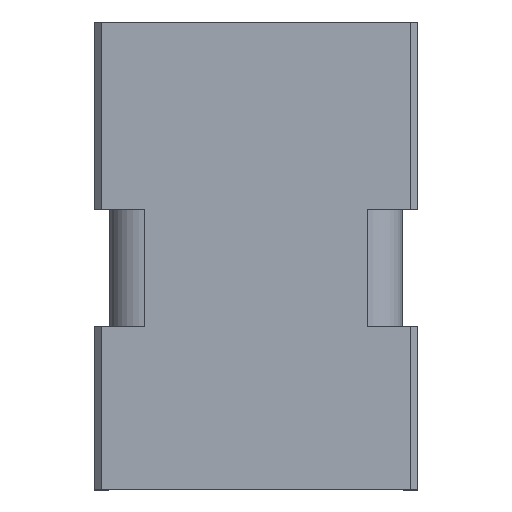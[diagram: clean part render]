
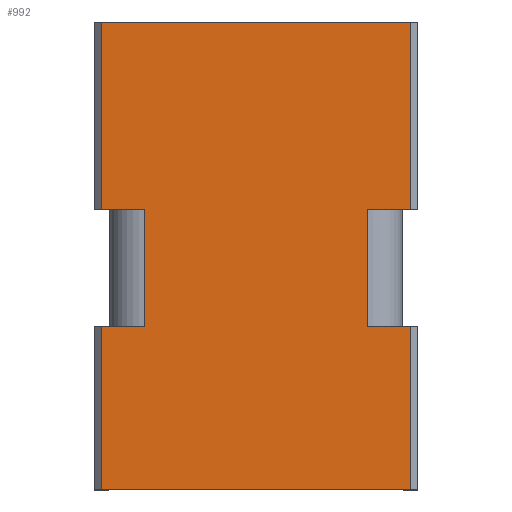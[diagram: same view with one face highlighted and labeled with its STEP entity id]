
A CAD part, top view. The second image highlights one B-rep face of the part: STEP entity #992.
In plain terms, the highlighted planar face has unit normal (0, 0, 1).
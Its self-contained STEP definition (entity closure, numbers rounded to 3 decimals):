
#34=FACE_OUTER_BOUND('',#86,.T.);
#86=EDGE_LOOP('',(#687,#688,#689,#690,#691,#692,#693,#694,#695,#696,#697,
#698));
#160=LINE('',#1419,#284);
#164=LINE('',#1432,#288);
#171=LINE('',#1445,#295);
#181=LINE('',#1466,#305);
#183=LINE('',#1470,#307);
#184=LINE('',#1471,#308);
#185=LINE('',#1473,#309);
#186=LINE('',#1475,#310);
#187=LINE('',#1477,#311);
#188=LINE('',#1479,#312);
#189=LINE('',#1481,#313);
#190=LINE('',#1482,#314);
#284=VECTOR('',#1136,10.);
#288=VECTOR('',#1146,10.);
#295=VECTOR('',#1155,10.);
#305=VECTOR('',#1173,10.);
#307=VECTOR('',#1177,10.);
#308=VECTOR('',#1178,10.);
#309=VECTOR('',#1179,10.);
#310=VECTOR('',#1180,10.);
#311=VECTOR('',#1181,10.);
#312=VECTOR('',#1182,10.);
#313=VECTOR('',#1183,10.);
#314=VECTOR('',#1184,10.);
#408=VERTEX_POINT('',#1416);
#409=VERTEX_POINT('',#1418);
#414=VERTEX_POINT('',#1429);
#415=VERTEX_POINT('',#1431);
#420=VERTEX_POINT('',#1443);
#427=VERTEX_POINT('',#1465);
#428=VERTEX_POINT('',#1469);
#429=VERTEX_POINT('',#1472);
#430=VERTEX_POINT('',#1474);
#431=VERTEX_POINT('',#1476);
#432=VERTEX_POINT('',#1478);
#433=VERTEX_POINT('',#1480);
#506=EDGE_CURVE('',#409,#408,#160,.T.);
#512=EDGE_CURVE('',#415,#414,#164,.T.);
#519=EDGE_CURVE('',#420,#408,#171,.T.);
#529=EDGE_CURVE('',#415,#427,#181,.T.);
#531=EDGE_CURVE('',#409,#428,#183,.T.);
#532=EDGE_CURVE('',#420,#427,#184,.F.);
#533=EDGE_CURVE('',#414,#429,#185,.T.);
#534=EDGE_CURVE('',#430,#429,#186,.T.);
#535=EDGE_CURVE('',#431,#430,#187,.T.);
#536=EDGE_CURVE('',#431,#432,#188,.F.);
#537=EDGE_CURVE('',#433,#432,#189,.T.);
#538=EDGE_CURVE('',#428,#433,#190,.T.);
#687=ORIENTED_EDGE('',*,*,#531,.F.);
#688=ORIENTED_EDGE('',*,*,#506,.T.);
#689=ORIENTED_EDGE('',*,*,#519,.F.);
#690=ORIENTED_EDGE('',*,*,#532,.T.);
#691=ORIENTED_EDGE('',*,*,#529,.F.);
#692=ORIENTED_EDGE('',*,*,#512,.T.);
#693=ORIENTED_EDGE('',*,*,#533,.T.);
#694=ORIENTED_EDGE('',*,*,#534,.F.);
#695=ORIENTED_EDGE('',*,*,#535,.F.);
#696=ORIENTED_EDGE('',*,*,#536,.T.);
#697=ORIENTED_EDGE('',*,*,#537,.F.);
#698=ORIENTED_EDGE('',*,*,#538,.F.);
#952=PLANE('',#1060);
#992=ADVANCED_FACE('',(#34),#952,.T.);
#1060=AXIS2_PLACEMENT_3D('',#1468,#1175,#1176);
#1136=DIRECTION('',(1.,0.,0.));
#1146=DIRECTION('',(1.,0.,0.));
#1155=DIRECTION('',(0.,-1.,0.));
#1173=DIRECTION('',(0.,1.,0.));
#1175=DIRECTION('center_axis',(0.,0.,1.));
#1176=DIRECTION('ref_axis',(1.,0.,0.));
#1177=DIRECTION('',(0.,-1.,0.));
#1178=DIRECTION('',(1.,0.,0.));
#1179=DIRECTION('',(0.,-1.,0.));
#1180=DIRECTION('',(1.,0.,0.));
#1181=DIRECTION('',(0.,1.,0.));
#1182=DIRECTION('',(-1.,0.,0.));
#1183=DIRECTION('',(0.,-1.,0.));
#1184=DIRECTION('',(1.,0.,0.));
#1416=CARTESIAN_POINT('',(13.2,-9.03,-15.));
#1418=CARTESIAN_POINT('',(9.5,-9.03,-15.));
#1419=CARTESIAN_POINT('',(-0.05,-9.03,-15.));
#1429=CARTESIAN_POINT('',(-9.5,-9.03,-15.));
#1431=CARTESIAN_POINT('',(-13.2,-9.03,-15.));
#1432=CARTESIAN_POINT('',(-17.075,-9.03,-15.));
#1443=CARTESIAN_POINT('',(13.2,6.94,-15.));
#1445=CARTESIAN_POINT('',(13.2,-29.,-15.));
#1465=CARTESIAN_POINT('',(-13.2,6.94,-15.));
#1466=CARTESIAN_POINT('',(-13.2,-12.03,-15.));
#1468=CARTESIAN_POINT('Origin',(-12.6,-29.,-15.));
#1469=CARTESIAN_POINT('',(9.5,-19.03,-15.));
#1470=CARTESIAN_POINT('',(9.5,-11.03,-15.));
#1471=CARTESIAN_POINT('',(-12.6,6.94,-15.));
#1472=CARTESIAN_POINT('',(-9.5,-19.03,-15.));
#1473=CARTESIAN_POINT('',(-9.5,-11.03,-15.));
#1474=CARTESIAN_POINT('',(-13.2,-19.03,-15.));
#1475=CARTESIAN_POINT('',(-12.55,-19.03,-15.));
#1476=CARTESIAN_POINT('',(-13.2,-33.,-15.));
#1477=CARTESIAN_POINT('',(-13.2,-12.03,-15.));
#1478=CARTESIAN_POINT('',(13.2,-33.,-15.));
#1479=CARTESIAN_POINT('',(-12.6,-33.,-15.));
#1480=CARTESIAN_POINT('',(13.2,-19.03,-15.));
#1481=CARTESIAN_POINT('',(13.2,-29.,-15.));
#1482=CARTESIAN_POINT('',(3.16,-19.03,-15.));
